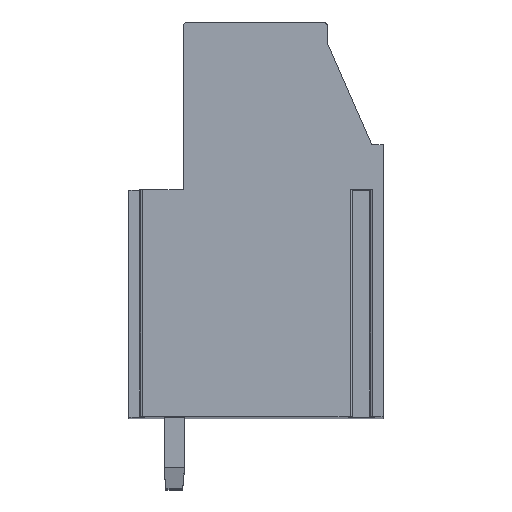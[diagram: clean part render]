
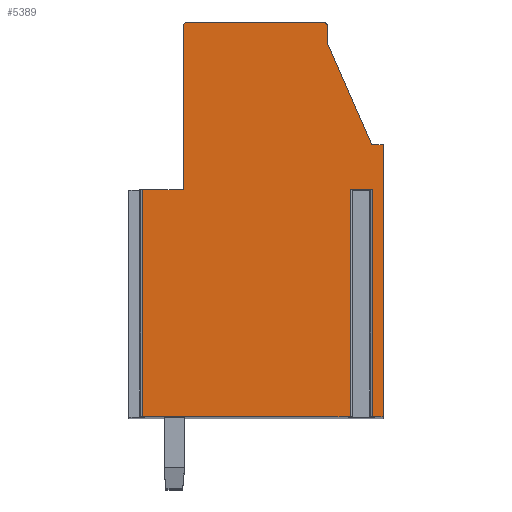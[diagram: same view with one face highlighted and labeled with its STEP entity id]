
A CAD part, top view. The second image highlights one B-rep face of the part: STEP entity #5389.
In plain terms, the highlighted planar face has unit normal (0, 0, 1).
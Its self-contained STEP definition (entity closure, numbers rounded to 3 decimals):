
#155=DIRECTION('',(-1.,0.,0.));
#156=VECTOR('',#155,1.806);
#157=CARTESIAN_POINT('',(-3.2,1.3,2.5));
#158=LINE('',#157,#156);
#505=DIRECTION('',(1.,0.,0.));
#506=VECTOR('',#505,0.989);
#507=CARTESIAN_POINT('',(4.142,1.3,2.5));
#508=LINE('',#507,#506);
#509=DIRECTION('',(0.,-1.,0.));
#510=VECTOR('',#509,10.);
#511=CARTESIAN_POINT('',(4.142,1.3,2.5));
#512=LINE('',#511,#510);
#513=DIRECTION('',(1.,0.,0.));
#514=VECTOR('',#513,9.148);
#515=CARTESIAN_POINT('',(-5.006,-8.7,2.5));
#516=LINE('',#515,#514);
#517=DIRECTION('',(0.,-1.,0.));
#518=VECTOR('',#517,10.);
#519=CARTESIAN_POINT('',(-5.006,1.3,2.5));
#520=LINE('',#519,#518);
#521=DIRECTION('',(0.,-1.,0.));
#522=VECTOR('',#521,7.2);
#523=CARTESIAN_POINT('',(-3.2,8.5,2.5));
#524=LINE('',#523,#522);
#525=CARTESIAN_POINT('',(-3.,8.5,2.5));
#526=DIRECTION('',(0.,0.,1.));
#527=DIRECTION('',(0.,1.,0.));
#528=AXIS2_PLACEMENT_3D('',#525,#526,#527);
#530=DIRECTION('',(-1.,0.,0.));
#531=VECTOR('',#530,5.95);
#532=CARTESIAN_POINT('',(2.95,8.7,2.5));
#533=LINE('',#532,#531);
#534=CARTESIAN_POINT('',(2.95,8.5,2.5));
#535=DIRECTION('',(0.,0.,1.));
#536=DIRECTION('',(1.,0.,0.));
#537=AXIS2_PLACEMENT_3D('',#534,#535,#536);
#539=DIRECTION('',(0.,1.,0.));
#540=VECTOR('',#539,0.75);
#541=CARTESIAN_POINT('',(3.15,7.75,2.5));
#542=LINE('',#541,#540);
#543=DIRECTION('',(-0.401,0.916,0.));
#544=VECTOR('',#543,4.859);
#545=CARTESIAN_POINT('',(5.1,3.3,2.5));
#546=LINE('',#545,#544);
#547=DIRECTION('',(-1.,0.,0.));
#548=VECTOR('',#547,0.5);
#549=CARTESIAN_POINT('',(5.6,3.3,2.5));
#550=LINE('',#549,#548);
#551=DIRECTION('',(0.,1.,0.));
#552=VECTOR('',#551,12.);
#553=CARTESIAN_POINT('',(5.6,-8.7,2.5));
#554=LINE('',#553,#552);
#555=DIRECTION('',(1.,0.,0.));
#556=VECTOR('',#555,0.469);
#557=CARTESIAN_POINT('',(5.131,-8.7,2.5));
#558=LINE('',#557,#556);
#559=DIRECTION('',(0.,-1.,0.));
#560=VECTOR('',#559,10.);
#561=CARTESIAN_POINT('',(5.131,1.3,2.5));
#562=LINE('',#561,#560);
#3775=CARTESIAN_POINT('',(5.1,3.3,2.5));
#3776=CARTESIAN_POINT('',(3.15,7.75,2.5));
#3777=VERTEX_POINT('',#3775);
#3778=VERTEX_POINT('',#3776);
#3779=CARTESIAN_POINT('',(3.15,8.5,2.5));
#3780=VERTEX_POINT('',#3779);
#3781=CARTESIAN_POINT('',(2.95,8.7,2.5));
#3782=VERTEX_POINT('',#3781);
#3783=CARTESIAN_POINT('',(-3.,8.7,2.5));
#3784=VERTEX_POINT('',#3783);
#3785=CARTESIAN_POINT('',(-3.2,8.5,2.5));
#3786=VERTEX_POINT('',#3785);
#3787=CARTESIAN_POINT('',(-3.2,1.3,2.5));
#3788=VERTEX_POINT('',#3787);
#3789=CARTESIAN_POINT('',(5.6,-8.7,2.5));
#3790=CARTESIAN_POINT('',(5.6,3.3,2.5));
#3791=VERTEX_POINT('',#3789);
#3792=VERTEX_POINT('',#3790);
#3805=CARTESIAN_POINT('',(4.142,1.3,2.5));
#3806=CARTESIAN_POINT('',(5.131,1.3,2.5));
#3807=VERTEX_POINT('',#3805);
#3808=VERTEX_POINT('',#3806);
#3809=CARTESIAN_POINT('',(-5.006,1.3,2.5));
#3810=CARTESIAN_POINT('',(-5.006,-8.7,2.5));
#3811=VERTEX_POINT('',#3809);
#3812=VERTEX_POINT('',#3810);
#3813=CARTESIAN_POINT('',(5.131,-8.7,2.5));
#3814=VERTEX_POINT('',#3813);
#3815=CARTESIAN_POINT('',(4.142,-8.7,2.5));
#3816=VERTEX_POINT('',#3815);
#5356=CARTESIAN_POINT('',(0.,0.,2.5));
#5357=DIRECTION('',(0.,0.,1.));
#5358=DIRECTION('',(1.,0.,0.));
#5359=AXIS2_PLACEMENT_3D('',#5356,#5357,#5358);
#5360=PLANE('',#5359);
#5362=ORIENTED_EDGE('',*,*,#5361,.F.);
#5364=ORIENTED_EDGE('',*,*,#5363,.T.);
#5365=ORIENTED_EDGE('',*,*,#5105,.F.);
#5366=ORIENTED_EDGE('',*,*,#5348,.F.);
#5367=ORIENTED_EDGE('',*,*,#4980,.F.);
#5369=ORIENTED_EDGE('',*,*,#5368,.F.);
#5371=ORIENTED_EDGE('',*,*,#5370,.F.);
#5373=ORIENTED_EDGE('',*,*,#5372,.F.);
#5375=ORIENTED_EDGE('',*,*,#5374,.F.);
#5377=ORIENTED_EDGE('',*,*,#5376,.F.);
#5379=ORIENTED_EDGE('',*,*,#5378,.F.);
#5381=ORIENTED_EDGE('',*,*,#5380,.F.);
#5383=ORIENTED_EDGE('',*,*,#5382,.F.);
#5384=ORIENTED_EDGE('',*,*,#5121,.F.);
#5386=ORIENTED_EDGE('',*,*,#5385,.F.);
#5387=EDGE_LOOP('',(#5362,#5364,#5365,#5366,#5367,#5369,#5371,#5373,#5375,#5377,
#5379,#5381,#5383,#5384,#5386));
#5388=FACE_OUTER_BOUND('',#5387,.F.);
#529=CIRCLE('',#528,0.2);
#538=CIRCLE('',#537,0.2);
#4980=EDGE_CURVE('',#3788,#3811,#158,.T.);
#5105=EDGE_CURVE('',#3812,#3816,#516,.T.);
#5121=EDGE_CURVE('',#3814,#3791,#558,.T.);
#5348=EDGE_CURVE('',#3811,#3812,#520,.T.);
#5361=EDGE_CURVE('',#3807,#3808,#508,.T.);
#5363=EDGE_CURVE('',#3807,#3816,#512,.T.);
#5368=EDGE_CURVE('',#3786,#3788,#524,.T.);
#5370=EDGE_CURVE('',#3784,#3786,#529,.T.);
#5372=EDGE_CURVE('',#3782,#3784,#533,.T.);
#5374=EDGE_CURVE('',#3780,#3782,#538,.T.);
#5376=EDGE_CURVE('',#3778,#3780,#542,.T.);
#5378=EDGE_CURVE('',#3777,#3778,#546,.T.);
#5380=EDGE_CURVE('',#3792,#3777,#550,.T.);
#5382=EDGE_CURVE('',#3791,#3792,#554,.T.);
#5385=EDGE_CURVE('',#3808,#3814,#562,.T.);
#5389=ADVANCED_FACE('',(#5388),#5360,.T.);
